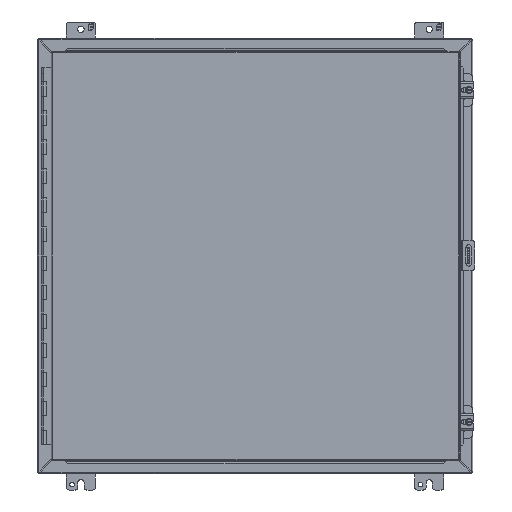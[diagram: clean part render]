
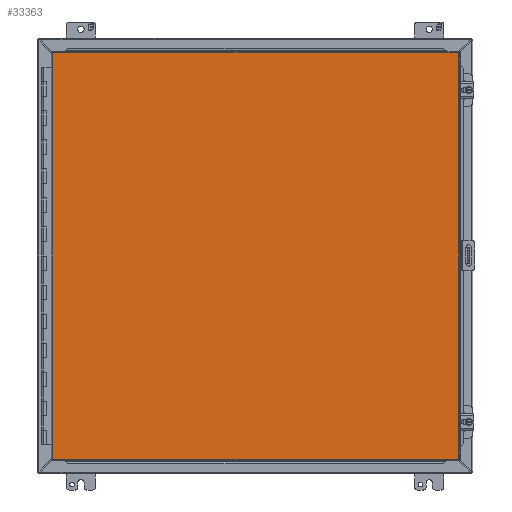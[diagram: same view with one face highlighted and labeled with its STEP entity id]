
A CAD part, front view. The second image highlights one B-rep face of the part: STEP entity #33363.
In plain terms, the highlighted planar face has unit normal (0, -1, 0).
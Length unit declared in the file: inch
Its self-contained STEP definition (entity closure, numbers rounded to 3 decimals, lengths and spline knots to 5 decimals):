
#242 = DIRECTION ( 'NONE',  ( 0., 0., -1. ) ) ;
#1363 = CARTESIAN_POINT ( 'NONE',  ( -13.955, -13.185, -13.9945 ) ) ;
#1483 = VERTEX_POINT ( 'NONE', #12973 ) ;
#5465 = EDGE_CURVE ( 'NONE', #1483, #37115, #37058, .T. ) ;
#7424 = CARTESIAN_POINT ( 'NONE',  ( -13.955, -13.185, -13.9945 ) ) ;
#7688 = CARTESIAN_POINT ( 'NONE',  ( 14.017, -13.185, -13.9945 ) ) ;
#7950 = LINE ( 'NONE', #1363, #31956 ) ;
#10503 = CARTESIAN_POINT ( 'NONE',  ( 14.017, -13.185, 13.9945 ) ) ;
#11026 = VERTEX_POINT ( 'NONE', #29698 ) ;
#11274 = VECTOR ( 'NONE', #37488, 39.37008 ) ;
#11332 = CARTESIAN_POINT ( 'NONE',  ( -13.955, -13.185, 13.9945 ) ) ;
#11571 = VECTOR ( 'NONE', #32836, 39.37008 ) ;
#12973 = CARTESIAN_POINT ( 'NONE',  ( -13.955, -13.185, 13.9945 ) ) ;
#15732 = VERTEX_POINT ( 'NONE', #7688 ) ;
#16147 = EDGE_CURVE ( 'NONE', #15732, #11026, #35033, .T. ) ;
#16938 = EDGE_CURVE ( 'NONE', #11026, #1483, #7950, .T. ) ;
#17011 = DIRECTION ( 'NONE',  ( 0., -1., 0. ) ) ;
#18171 = DIRECTION ( 'NONE',  ( 0., 0., 1. ) ) ;
#19116 = CARTESIAN_POINT ( 'NONE',  ( 14.017, -13.185, -13.9945 ) ) ;
#21231 = ORIENTED_EDGE ( 'NONE', *, *, #16147, .F. ) ;
#21974 = EDGE_CURVE ( 'NONE', #37115, #15732, #36225, .T. ) ;
#22629 = AXIS2_PLACEMENT_3D ( 'NONE', #7424, #17011, #242 ) ;
#22966 = PLANE ( 'NONE',  #22629 ) ;
#23601 = FACE_OUTER_BOUND ( 'NONE', #40610, .T. ) ;
#26917 = CARTESIAN_POINT ( 'NONE',  ( 14.017, -13.185, 13.9945 ) ) ;
#29698 = CARTESIAN_POINT ( 'NONE',  ( -13.955, -13.185, -13.9945 ) ) ;
#31956 = VECTOR ( 'NONE', #18171, 39.37008 ) ;
#32285 = DIRECTION ( 'NONE',  ( -1., 0., 0. ) ) ;
#32836 = DIRECTION ( 'NONE',  ( 0., 0., -1. ) ) ;
#33363 = ADVANCED_FACE ( 'NONE', ( #23601 ), #22966, .T. ) ;
#34833 = ORIENTED_EDGE ( 'NONE', *, *, #5465, .F. ) ;
#35033 = LINE ( 'NONE', #19116, #36072 ) ;
#36072 = VECTOR ( 'NONE', #32285, 39.37008 ) ;
#36225 = LINE ( 'NONE', #10503, #11571 ) ;
#36363 = ORIENTED_EDGE ( 'NONE', *, *, #21974, .F. ) ;
#37058 = LINE ( 'NONE', #11332, #11274 ) ;
#37115 = VERTEX_POINT ( 'NONE', #26917 ) ;
#37488 = DIRECTION ( 'NONE',  ( 1., 0., 0. ) ) ;
#38649 = ORIENTED_EDGE ( 'NONE', *, *, #16938, .F. ) ;
#40610 = EDGE_LOOP ( 'NONE', ( #36363, #34833, #38649, #21231 ) ) ;
